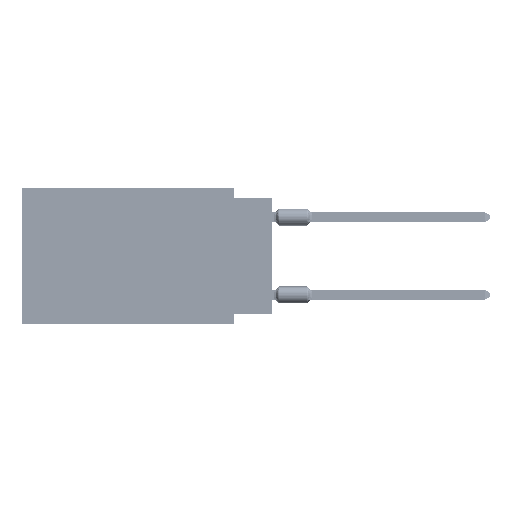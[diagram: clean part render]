
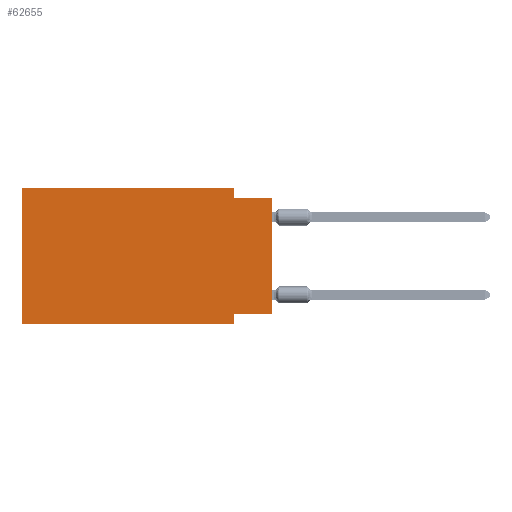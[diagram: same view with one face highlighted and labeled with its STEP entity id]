
A CAD part, left-side view. The second image highlights one B-rep face of the part: STEP entity #62655.
In plain terms, the highlighted planar face has unit normal (-1, 0, 0).
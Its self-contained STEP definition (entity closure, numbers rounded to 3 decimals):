
#1154 = VERTEX_POINT ( 'NONE', #31272 ) ;
#3245 = VECTOR ( 'NONE', #36139, 1000. ) ;
#3828 = VERTEX_POINT ( 'NONE', #4362 ) ;
#4153 = EDGE_CURVE ( 'NONE', #23013, #1154, #75340, .T. ) ;
#4362 = CARTESIAN_POINT ( 'NONE',  ( 0., 2.54, -8.255 ) ) ;
#6017 = ORIENTED_EDGE ( 'NONE', *, *, #46323, .F. ) ;
#7425 = LINE ( 'NONE', #42759, #56127 ) ;
#9359 = CARTESIAN_POINT ( 'NONE',  ( 0., 2.54, 0. ) ) ;
#9612 = FACE_OUTER_BOUND ( 'NONE', #40673, .T. ) ;
#10085 = VECTOR ( 'NONE', #35448, 1000. ) ;
#11554 = LINE ( 'NONE', #16723, #3245 ) ;
#13144 = EDGE_CURVE ( 'NONE', #68701, #29760, #17229, .T. ) ;
#15231 = EDGE_CURVE ( 'NONE', #23013, #60008, #45792, .T. ) ;
#15944 = CARTESIAN_POINT ( 'NONE',  ( 0., 16.383, 0. ) ) ;
#16723 = CARTESIAN_POINT ( 'NONE',  ( 0., 0., 0. ) ) ;
#17229 = LINE ( 'NONE', #36246, #10085 ) ;
#18161 = CARTESIAN_POINT ( 'NONE',  ( 0., 2.54, -0.635 ) ) ;
#18729 = ORIENTED_EDGE ( 'NONE', *, *, #4153, .F. ) ;
#20110 = DIRECTION ( 'NONE',  ( 0., 0., -1. ) ) ;
#20323 = CARTESIAN_POINT ( 'NONE',  ( 0., 2.54, -8.89 ) ) ;
#20507 = LINE ( 'NONE', #21673, #44818 ) ;
#20697 = VERTEX_POINT ( 'NONE', #28507 ) ;
#20950 = CARTESIAN_POINT ( 'NONE',  ( 0., 16.383, 0. ) ) ;
#21673 = CARTESIAN_POINT ( 'NONE',  ( 0., 2.54, 0. ) ) ;
#22004 = ORIENTED_EDGE ( 'NONE', *, *, #15231, .T. ) ;
#22649 = CARTESIAN_POINT ( 'NONE',  ( 0., 16.383, 0. ) ) ;
#23013 = VERTEX_POINT ( 'NONE', #67750 ) ;
#28507 = CARTESIAN_POINT ( 'NONE',  ( 0., 0., -8.255 ) ) ;
#29589 = EDGE_CURVE ( 'NONE', #1154, #56563, #59166, .T. ) ;
#29760 = VERTEX_POINT ( 'NONE', #42081 ) ;
#29982 = LINE ( 'NONE', #41516, #74226 ) ;
#31272 = CARTESIAN_POINT ( 'NONE',  ( 0., 16.383, 0. ) ) ;
#32098 = EDGE_CURVE ( 'NONE', #3828, #60008, #7425, .T. ) ;
#34165 = DIRECTION ( 'NONE',  ( 0., -1., 0. ) ) ;
#34670 = VECTOR ( 'NONE', #45164, 1000. ) ;
#35231 = EDGE_CURVE ( 'NONE', #20697, #29760, #11554, .T. ) ;
#35448 = DIRECTION ( 'NONE',  ( 0., -1., 0. ) ) ;
#36139 = DIRECTION ( 'NONE',  ( 0., 0., 1. ) ) ;
#36246 = CARTESIAN_POINT ( 'NONE',  ( 0., 0., -0.635 ) ) ;
#37582 = DIRECTION ( 'NONE',  ( 0., 0., -1. ) ) ;
#40673 = EDGE_LOOP ( 'NONE', ( #44898, #44088, #78165, #51305, #18729, #22004, #71900, #6017 ) ) ;
#41516 = CARTESIAN_POINT ( 'NONE',  ( 0., 0., -8.255 ) ) ;
#42081 = CARTESIAN_POINT ( 'NONE',  ( 0., 0., -0.635 ) ) ;
#42759 = CARTESIAN_POINT ( 'NONE',  ( 0., 2.54, -8.89 ) ) ;
#43830 = EDGE_CURVE ( 'NONE', #56563, #68701, #20507, .T. ) ;
#43932 = VECTOR ( 'NONE', #58106, 1000. ) ;
#44088 = ORIENTED_EDGE ( 'NONE', *, *, #13144, .F. ) ;
#44818 = VECTOR ( 'NONE', #20110, 1000. ) ;
#44898 = ORIENTED_EDGE ( 'NONE', *, *, #35231, .T. ) ;
#45164 = DIRECTION ( 'NONE',  ( 0., 0., 1. ) ) ;
#45792 = LINE ( 'NONE', #75972, #43932 ) ;
#46323 = EDGE_CURVE ( 'NONE', #20697, #3828, #29982, .T. ) ;
#46862 = AXIS2_PLACEMENT_3D ( 'NONE', #15944, #75492, #64360 ) ;
#47116 = VECTOR ( 'NONE', #34165, 1000. ) ;
#51305 = ORIENTED_EDGE ( 'NONE', *, *, #29589, .F. ) ;
#51662 = PLANE ( 'NONE',  #46862 ) ;
#56127 = VECTOR ( 'NONE', #37582, 1000. ) ;
#56563 = VERTEX_POINT ( 'NONE', #9359 ) ;
#58106 = DIRECTION ( 'NONE',  ( 0., -1., 0. ) ) ;
#59166 = LINE ( 'NONE', #22649, #47116 ) ;
#60008 = VERTEX_POINT ( 'NONE', #20323 ) ;
#60541 = DIRECTION ( 'NONE',  ( 0., 1., 0. ) ) ;
#62655 = ADVANCED_FACE ( 'NONE', ( #9612 ), #51662, .F. ) ;
#64360 = DIRECTION ( 'NONE',  ( 0., 0., -1. ) ) ;
#67750 = CARTESIAN_POINT ( 'NONE',  ( 0., 16.383, -8.89 ) ) ;
#68701 = VERTEX_POINT ( 'NONE', #18161 ) ;
#71900 = ORIENTED_EDGE ( 'NONE', *, *, #32098, .F. ) ;
#74226 = VECTOR ( 'NONE', #60541, 1000. ) ;
#75340 = LINE ( 'NONE', #20950, #34670 ) ;
#75492 = DIRECTION ( 'NONE',  ( 1., 0., 0. ) ) ;
#75972 = CARTESIAN_POINT ( 'NONE',  ( 0., 16.383, -8.89 ) ) ;
#78165 = ORIENTED_EDGE ( 'NONE', *, *, #43830, .F. ) ;
